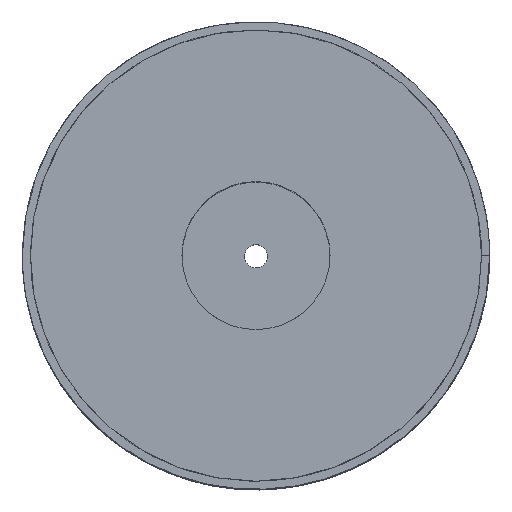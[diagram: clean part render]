
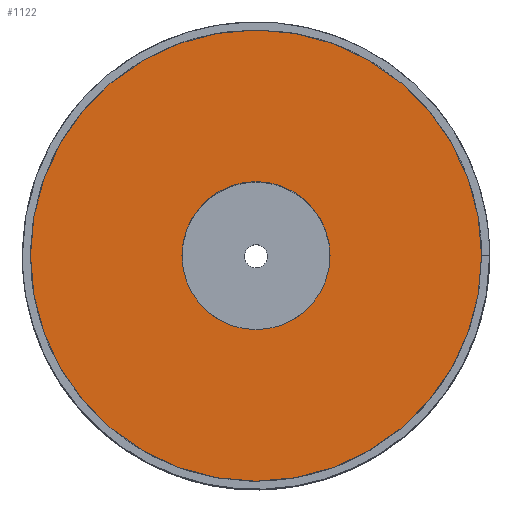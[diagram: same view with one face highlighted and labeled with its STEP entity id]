
A CAD part, top view. The second image highlights one B-rep face of the part: STEP entity #1122.
In plain terms, the highlighted planar face has unit normal (0, 0, 1).
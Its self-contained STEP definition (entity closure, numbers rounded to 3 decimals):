
#22=CIRCLE('',#1205,9.75);
#24=CIRCLE('',#1209,3.2);
#35=FACE_BOUND('',#181,.T.);
#42=PLANE('',#1211);
#107=FACE_OUTER_BOUND('',#180,.T.);
#180=EDGE_LOOP('',(#949));
#181=EDGE_LOOP('',(#950));
#516=VERTEX_POINT('',#4377);
#518=VERTEX_POINT('',#4386);
#669=EDGE_CURVE('',#516,#516,#22,.T.);
#673=EDGE_CURVE('',#518,#518,#24,.T.);
#949=ORIENTED_EDGE('',*,*,#669,.F.);
#950=ORIENTED_EDGE('',*,*,#673,.T.);
#1122=ADVANCED_FACE('',(#107,#35),#42,.T.);
#1205=AXIS2_PLACEMENT_3D('',#4379,#1383,#1384);
#1209=AXIS2_PLACEMENT_3D('',#4387,#1393,#1394);
#1211=AXIS2_PLACEMENT_3D('',#4390,#1398,#1399);
#1383=DIRECTION('center_axis',(0.,0.,-1.));
#1384=DIRECTION('ref_axis',(-1.,0.,0.));
#1393=DIRECTION('center_axis',(0.,0.,-1.));
#1394=DIRECTION('ref_axis',(-1.,0.,0.));
#1398=DIRECTION('center_axis',(0.,0.,1.));
#1399=DIRECTION('ref_axis',(1.,0.,0.));
#4377=CARTESIAN_POINT('',(9.75,0.,-0.7));
#4379=CARTESIAN_POINT('Origin',(0.,0.,-0.7));
#4386=CARTESIAN_POINT('',(3.2,0.,-0.7));
#4387=CARTESIAN_POINT('Origin',(0.,0.,-0.7));
#4390=CARTESIAN_POINT('Origin',(0.,0.,
-0.7));
